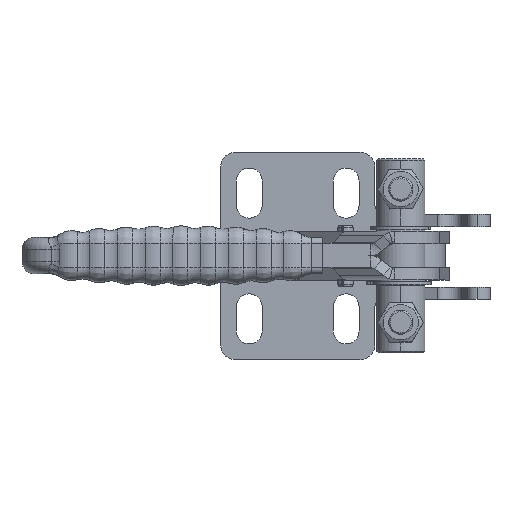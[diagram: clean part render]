
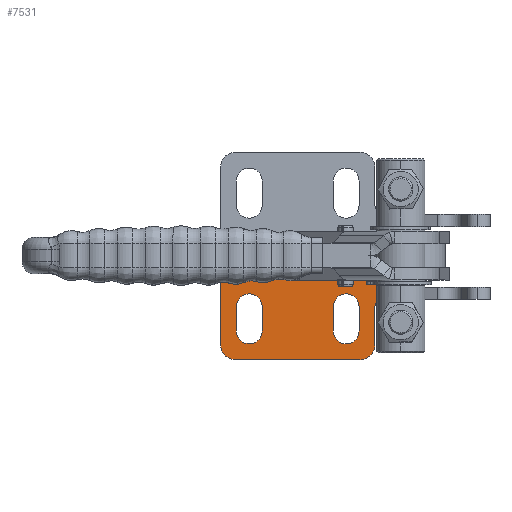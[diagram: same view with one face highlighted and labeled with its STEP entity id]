
A CAD part, top view. The second image highlights one B-rep face of the part: STEP entity #7531.
In plain terms, the highlighted planar face has unit normal (0, 0, 1).
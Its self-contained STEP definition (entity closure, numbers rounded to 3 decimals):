
#383=FACE_BOUND('',#1177,.T.);
#384=FACE_BOUND('',#1178,.T.);
#568=PLANE('',#8152);
#717=FACE_OUTER_BOUND('',#1176,.T.);
#1176=EDGE_LOOP('',(#5165,#5166,#5167,#5168,#5169,#5170,#5171,#5172));
#1177=EDGE_LOOP('',(#5173,#5174,#5175,#5176));
#1178=EDGE_LOOP('',(#5177,#5178,#5179,#5180));
#1676=LINE('',#11705,#2174);
#1677=LINE('',#11708,#2175);
#1687=LINE('',#11743,#2185);
#1691=LINE('',#11752,#2189);
#1693=LINE('',#11759,#2191);
#1697=LINE('',#11768,#2195);
#1700=LINE('',#11775,#2198);
#1702=LINE('',#11782,#2200);
#1705=LINE('',#11790,#2203);
#2174=VECTOR('',#9092,10.);
#2175=VECTOR('',#9095,10.);
#2185=VECTOR('',#9123,10.);
#2189=VECTOR('',#9133,10.);
#2191=VECTOR('',#9141,10.);
#2195=VECTOR('',#9151,10.);
#2198=VECTOR('',#9160,10.);
#2200=VECTOR('',#9168,10.);
#2203=VECTOR('',#9177,10.);
#2664=CIRCLE('',#8133,4.25);
#2665=CIRCLE('',#8136,4.25);
#2666=CIRCLE('',#8139,4.25);
#2667=CIRCLE('',#8142,4.25);
#2668=CIRCLE('',#8145,5.);
#2669=CIRCLE('',#8148,5.);
#2670=CIRCLE('',#8151,2.);
#3181=VERTEX_POINT('',#11500);
#3185=VERTEX_POINT('',#11518);
#3190=VERTEX_POINT('',#11707);
#3205=VERTEX_POINT('',#11741);
#3206=VERTEX_POINT('',#11742);
#3207=VERTEX_POINT('',#11747);
#3208=VERTEX_POINT('',#11751);
#3209=VERTEX_POINT('',#11757);
#3210=VERTEX_POINT('',#11758);
#3211=VERTEX_POINT('',#11763);
#3212=VERTEX_POINT('',#11767);
#3213=VERTEX_POINT('',#11773);
#3214=VERTEX_POINT('',#11777);
#3215=VERTEX_POINT('',#11781);
#3216=VERTEX_POINT('',#11785);
#3217=VERTEX_POINT('',#11789);
#3914=EDGE_CURVE('',#3185,#3181,#1676,.T.);
#3915=EDGE_CURVE('',#3190,#3181,#1677,.T.);
#3932=EDGE_CURVE('',#3205,#3206,#1687,.T.);
#3935=EDGE_CURVE('',#3206,#3207,#2664,.T.);
#3937=EDGE_CURVE('',#3207,#3208,#1691,.T.);
#3939=EDGE_CURVE('',#3208,#3205,#2665,.T.);
#3940=EDGE_CURVE('',#3209,#3210,#1693,.T.);
#3943=EDGE_CURVE('',#3210,#3211,#2666,.T.);
#3945=EDGE_CURVE('',#3211,#3212,#1697,.T.);
#3947=EDGE_CURVE('',#3212,#3209,#2667,.T.);
#3949=EDGE_CURVE('',#3185,#3213,#1700,.T.);
#3950=EDGE_CURVE('',#3213,#3214,#2668,.T.);
#3952=EDGE_CURVE('',#3214,#3215,#1702,.T.);
#3954=EDGE_CURVE('',#3215,#3216,#2669,.T.);
#3956=EDGE_CURVE('',#3216,#3217,#1705,.T.);
#3958=EDGE_CURVE('',#3217,#3190,#2670,.T.);
#5165=ORIENTED_EDGE('',*,*,#3914,.F.);
#5166=ORIENTED_EDGE('',*,*,#3949,.T.);
#5167=ORIENTED_EDGE('',*,*,#3950,.T.);
#5168=ORIENTED_EDGE('',*,*,#3952,.T.);
#5169=ORIENTED_EDGE('',*,*,#3954,.T.);
#5170=ORIENTED_EDGE('',*,*,#3956,.T.);
#5171=ORIENTED_EDGE('',*,*,#3958,.T.);
#5172=ORIENTED_EDGE('',*,*,#3915,.T.);
#5173=ORIENTED_EDGE('',*,*,#3932,.F.);
#5174=ORIENTED_EDGE('',*,*,#3939,.F.);
#5175=ORIENTED_EDGE('',*,*,#3937,.F.);
#5176=ORIENTED_EDGE('',*,*,#3935,.F.);
#5177=ORIENTED_EDGE('',*,*,#3940,.F.);
#5178=ORIENTED_EDGE('',*,*,#3947,.F.);
#5179=ORIENTED_EDGE('',*,*,#3945,.F.);
#5180=ORIENTED_EDGE('',*,*,#3943,.F.);
#7531=ADVANCED_FACE('',(#717,#383,#384),#568,.F.);
#8133=AXIS2_PLACEMENT_3D('',#11748,#9128,#9129);
#8136=AXIS2_PLACEMENT_3D('',#11755,#9137,#9138);
#8139=AXIS2_PLACEMENT_3D('',#11764,#9146,#9147);
#8142=AXIS2_PLACEMENT_3D('',#11771,#9155,#9156);
#8145=AXIS2_PLACEMENT_3D('',#11778,#9163,#9164);
#8148=AXIS2_PLACEMENT_3D('',#11786,#9172,#9173);
#8151=AXIS2_PLACEMENT_3D('',#11793,#9181,#9182);
#8152=AXIS2_PLACEMENT_3D('',#11794,#9183,#9184);
#9092=DIRECTION('',(1.,0.,0.));
#9095=DIRECTION('',(0.574,0.819,0.));
#9123=DIRECTION('',(0.,1.,0.));
#9128=DIRECTION('center_axis',(0.,0.,
1.));
#9129=DIRECTION('ref_axis',(1.,0.,0.));
#9133=DIRECTION('',(0.,-1.,0.));
#9137=DIRECTION('center_axis',(0.,0.,
1.));
#9138=DIRECTION('ref_axis',(-1.,0.,0.));
#9141=DIRECTION('',(0.,1.,0.));
#9146=DIRECTION('center_axis',(0.,0.,
1.));
#9147=DIRECTION('ref_axis',(1.,0.,0.));
#9151=DIRECTION('',(0.,-1.,0.));
#9155=DIRECTION('center_axis',(0.,0.,
1.));
#9156=DIRECTION('ref_axis',(-1.,0.,0.));
#9160=DIRECTION('',(0.,-1.,0.));
#9163=DIRECTION('center_axis',(0.,0.,
1.));
#9164=DIRECTION('ref_axis',(0.,1.,0.));
#9168=DIRECTION('',(1.,0.,0.));
#9172=DIRECTION('center_axis',(0.,0.,
1.));
#9173=DIRECTION('ref_axis',(-1.,0.,0.));
#9177=DIRECTION('',(0.,1.,0.));
#9181=DIRECTION('center_axis',(0.,0.,
-1.));
#9182=DIRECTION('ref_axis',(-1.,0.,0.));
#9183=DIRECTION('center_axis',(0.,0.,
-1.));
#9184=DIRECTION('ref_axis',(0.,1.,0.));
#11500=CARTESIAN_POINT('',(-3.637,-5.,4.));
#11518=CARTESIAN_POINT('',(-62.28,-5.,4.));
#11705=CARTESIAN_POINT('',(-14.839,-5.,4.));
#11707=CARTESIAN_POINT('',(-10.918,-15.399,4.));
#11708=CARTESIAN_POINT('',(-10.918,-15.399,4.));
#11741=CARTESIAN_POINT('',(-48.53,-24.75,4.));
#11742=CARTESIAN_POINT('',(-48.53,-16.75,4.));
#11743=CARTESIAN_POINT('',(-48.53,-14.156,4.));
#11747=CARTESIAN_POINT('',(-57.03,-16.75,4.));
#11748=CARTESIAN_POINT('Origin',(-52.78,-16.75,4.));
#11751=CARTESIAN_POINT('',(-57.03,-24.75,4.));
#11752=CARTESIAN_POINT('',(-57.03,-10.156,4.));
#11755=CARTESIAN_POINT('Origin',(-52.78,-24.75,4.));
#11757=CARTESIAN_POINT('',(-16.53,-24.75,4.));
#11758=CARTESIAN_POINT('',(-16.53,-16.75,4.));
#11759=CARTESIAN_POINT('',(-16.53,-14.156,4.));
#11763=CARTESIAN_POINT('',(-25.03,-16.75,4.));
#11764=CARTESIAN_POINT('Origin',(-20.78,-16.75,4.));
#11767=CARTESIAN_POINT('',(-25.03,-24.75,4.));
#11768=CARTESIAN_POINT('',(-25.03,-10.156,4.));
#11771=CARTESIAN_POINT('Origin',(-20.78,-24.75,4.));
#11773=CARTESIAN_POINT('',(-62.28,-29.25,4.));
#11775=CARTESIAN_POINT('',(-62.28,-1.331,4.));
#11777=CARTESIAN_POINT('',(-57.28,-34.25,4.));
#11778=CARTESIAN_POINT('Origin',(-57.28,-29.25,4.));
#11781=CARTESIAN_POINT('',(-16.28,-34.25,4.));
#11782=CARTESIAN_POINT('',(-57.28,-34.25,4.));
#11785=CARTESIAN_POINT('',(-11.28,-29.25,4.));
#11786=CARTESIAN_POINT('Origin',(-16.28,-29.25,4.));
#11789=CARTESIAN_POINT('',(-11.28,-16.546,4.));
#11790=CARTESIAN_POINT('',(-11.28,-29.25,4.));
#11793=CARTESIAN_POINT('Origin',(-9.28,-16.546,4.));
#11794=CARTESIAN_POINT('Origin',(-26.041,-3.563,4.));
